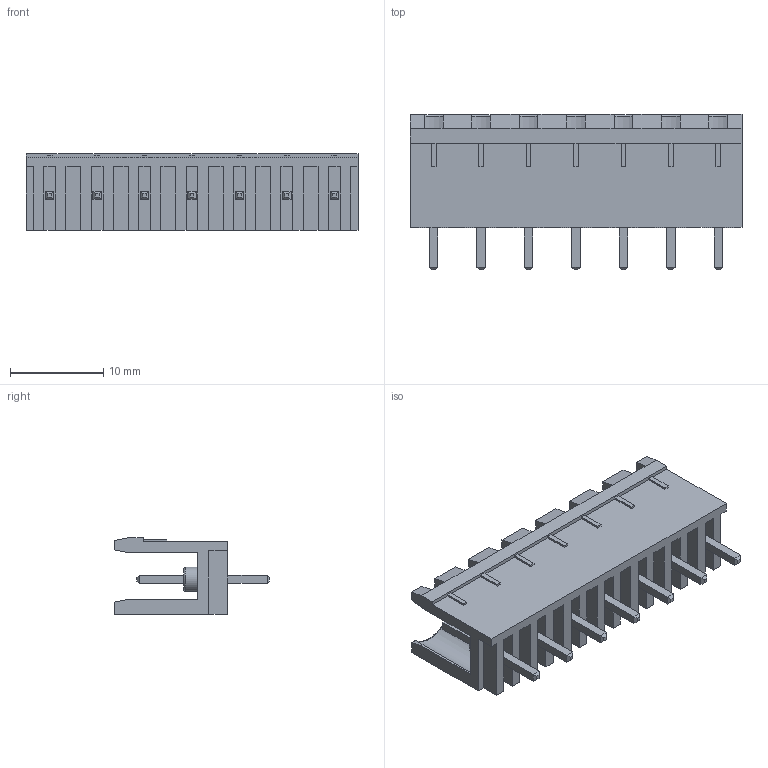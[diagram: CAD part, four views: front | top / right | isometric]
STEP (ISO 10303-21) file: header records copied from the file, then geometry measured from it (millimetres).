
FILE_DESCRIPTION (( 'STEP AP214' ), '1' );
FILE_NAME ('User Library-Terminal Block 7x5.08mm.STEP', '2017-04-23T08:38:46', ( 'Windows User' ), ( '' ), 'SwSTEP 2.0', 'SolidWorks 2017', '' );
FILE_SCHEMA (( 'AUTOMOTIVE_DESIGN' ));
Length unit declared in the file: millimetre
Products named in the file (1): User Library-Terminal Block 7x5.08mm
Bounding box: 35.56 x 16.6 x 8.2 mm (x, y, z)
Volume: 1421.7 mm3; surface area: 2902.9 mm2
Topology: 1 solids, 1 shells, 332 faces, 829 edges, 520 vertices
Faces by surface type: plane 290, torus 21, cylinder 21
Entity records: 11116 total; most frequent: CARTESIAN_POINT 1822, ORIENTED_EDGE 1658, DIRECTION 1544, EDGE_CURVE 829, LINE 724, VECTOR 724, VERTEX_POINT 520, AXIS2_PLACEMENT_3D 410
